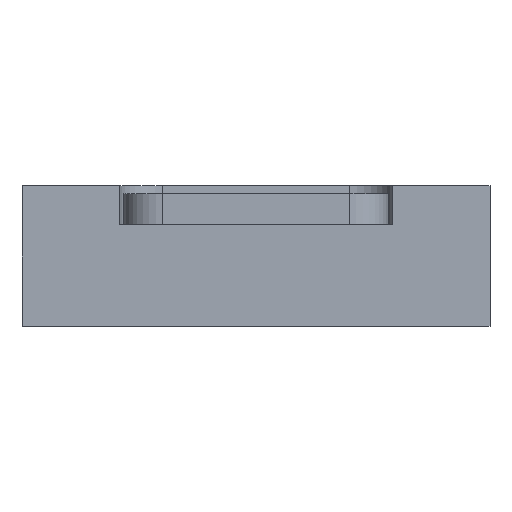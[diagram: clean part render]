
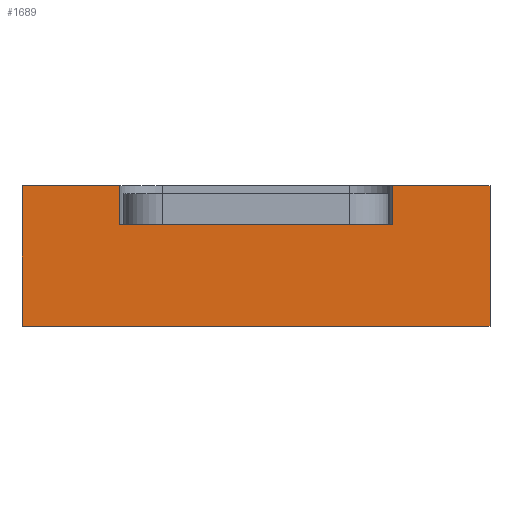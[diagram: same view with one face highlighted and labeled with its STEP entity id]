
A CAD part, front view. The second image highlights one B-rep face of the part: STEP entity #1689.
In plain terms, the highlighted planar face has unit normal (0, -1, 0).
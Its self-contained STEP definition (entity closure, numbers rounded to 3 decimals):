
#50=FACE_OUTER_BOUND('',#140,.T.);
#140=EDGE_LOOP('',(#1163,#1164,#1165,#1166,#1167,#1168,#1169,#1170));
#261=LINE('',#2389,#482);
#289=LINE('',#2453,#510);
#292=LINE('',#2463,#513);
#293=LINE('',#2465,#514);
#294=LINE('',#2467,#515);
#295=LINE('',#2468,#516);
#296=LINE('',#2470,#517);
#297=LINE('',#2471,#518);
#482=VECTOR('',#1920,60.);
#510=VECTOR('',#1960,35.);
#513=VECTOR('',#1969,5.);
#514=VECTOR('',#1970,5.);
#515=VECTOR('',#1971,12.5);
#516=VECTOR('',#1972,18.);
#517=VECTOR('',#1973,18.);
#518=VECTOR('',#1974,12.5);
#707=VERTEX_POINT('',#2386);
#708=VERTEX_POINT('',#2388);
#736=VERTEX_POINT('',#2449);
#738=VERTEX_POINT('',#2452);
#742=VERTEX_POINT('',#2462);
#743=VERTEX_POINT('',#2464);
#744=VERTEX_POINT('',#2466);
#745=VERTEX_POINT('',#2469);
#872=EDGE_CURVE('',#707,#708,#261,.T.);
#904=EDGE_CURVE('',#738,#736,#289,.T.);
#909=EDGE_CURVE('',#742,#738,#292,.T.);
#910=EDGE_CURVE('',#736,#743,#293,.T.);
#911=EDGE_CURVE('',#744,#743,#294,.T.);
#912=EDGE_CURVE('',#744,#708,#295,.T.);
#913=EDGE_CURVE('',#745,#707,#296,.T.);
#914=EDGE_CURVE('',#742,#745,#297,.T.);
#1163=ORIENTED_EDGE('',*,*,#909,.T.);
#1164=ORIENTED_EDGE('',*,*,#904,.T.);
#1165=ORIENTED_EDGE('',*,*,#910,.T.);
#1166=ORIENTED_EDGE('',*,*,#911,.F.);
#1167=ORIENTED_EDGE('',*,*,#912,.T.);
#1168=ORIENTED_EDGE('',*,*,#872,.F.);
#1169=ORIENTED_EDGE('',*,*,#913,.F.);
#1170=ORIENTED_EDGE('',*,*,#914,.F.);
#1615=PLANE('',#1789);
#1689=ADVANCED_FACE('',(#50),#1615,.T.);
#1789=AXIS2_PLACEMENT_3D('',#2461,#1967,#1968);
#1920=DIRECTION('',(-1.,0.,0.));
#1960=DIRECTION('',(-1.,0.,0.));
#1967=DIRECTION('center_axis',(0.,-1.,0.));
#1968=DIRECTION('ref_axis',(1.,0.,0.));
#1969=DIRECTION('',(0.,0.,-1.));
#1970=DIRECTION('',(0.,0.,1.));
#1971=DIRECTION('',(1.,0.,0.));
#1972=DIRECTION('',(0.,0.,-1.));
#1973=DIRECTION('',(0.,0.,-1.));
#1974=DIRECTION('',(1.,0.,0.));
#2386=CARTESIAN_POINT('',(30.,-85.,-3.));
#2388=CARTESIAN_POINT('',(-30.,-85.,-3.));
#2389=CARTESIAN_POINT('',(30.,-85.,-3.));
#2449=CARTESIAN_POINT('',(-17.5,-85.,10.));
#2452=CARTESIAN_POINT('',(17.5,-85.,10.));
#2453=CARTESIAN_POINT('',(-16.822,-85.,10.));
#2461=CARTESIAN_POINT('Origin',(-17.75,-85.,0.));
#2462=CARTESIAN_POINT('',(17.5,-85.,15.));
#2463=CARTESIAN_POINT('',(17.5,-85.,7.5));
#2464=CARTESIAN_POINT('',(-17.5,-85.,15.));
#2465=CARTESIAN_POINT('',(-17.5,-85.,7.5));
#2466=CARTESIAN_POINT('',(-30.,-85.,15.));
#2467=CARTESIAN_POINT('',(0.,-85.,15.));
#2468=CARTESIAN_POINT('',(-30.,-85.,0.));
#2469=CARTESIAN_POINT('',(30.,-85.,15.));
#2470=CARTESIAN_POINT('',(30.,-85.,15.));
#2471=CARTESIAN_POINT('',(0.,-85.,15.));
